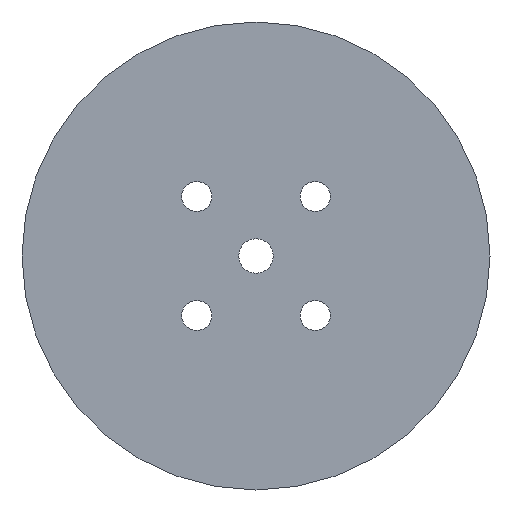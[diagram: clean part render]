
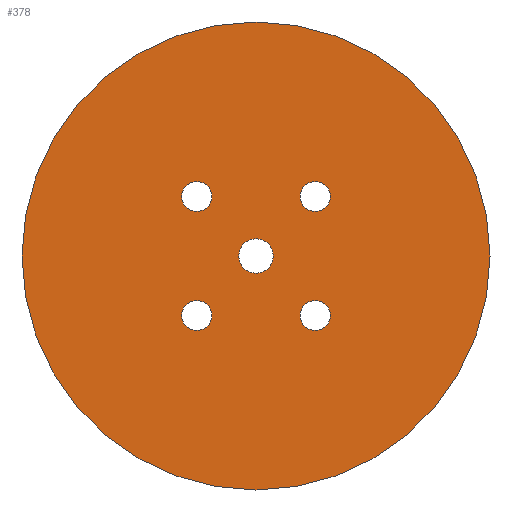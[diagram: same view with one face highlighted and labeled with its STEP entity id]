
A CAD part, front view. The second image highlights one B-rep face of the part: STEP entity #378.
In plain terms, the highlighted planar face has unit normal (0, -1, 0).
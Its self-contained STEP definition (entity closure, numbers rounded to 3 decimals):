
#1=CARTESIAN_POINT('',(6.9,-2.,-6.93));
#2=DIRECTION('',(0.,-1.,0.));
#3=DIRECTION('',(1.,0.,0.));
#4=AXIS2_PLACEMENT_3D('',#1,#2,#3);
#6=CARTESIAN_POINT('',(6.9,-2.,-6.93));
#7=DIRECTION('',(0.,-1.,0.));
#8=DIRECTION('',(-1.,0.,0.));
#9=AXIS2_PLACEMENT_3D('',#6,#7,#8);
#11=CARTESIAN_POINT('',(6.9,-2.,6.93));
#12=DIRECTION('',(0.,-1.,0.));
#13=DIRECTION('',(1.,0.,0.));
#14=AXIS2_PLACEMENT_3D('',#11,#12,#13);
#16=CARTESIAN_POINT('',(6.9,-2.,6.93));
#17=DIRECTION('',(0.,-1.,0.));
#18=DIRECTION('',(-1.,0.,0.));
#19=AXIS2_PLACEMENT_3D('',#16,#17,#18);
#21=CARTESIAN_POINT('',(-6.9,-2.,6.93));
#22=DIRECTION('',(0.,-1.,0.));
#23=DIRECTION('',(-1.,0.,0.));
#24=AXIS2_PLACEMENT_3D('',#21,#22,#23);
#26=CARTESIAN_POINT('',(-6.9,-2.,6.93));
#27=DIRECTION('',(0.,-1.,0.));
#28=DIRECTION('',(1.,0.,0.));
#29=AXIS2_PLACEMENT_3D('',#26,#27,#28);
#31=CARTESIAN_POINT('',(-6.9,-2.,-6.93));
#32=DIRECTION('',(0.,-1.,0.));
#33=DIRECTION('',(-1.,0.,0.));
#34=AXIS2_PLACEMENT_3D('',#31,#32,#33);
#36=CARTESIAN_POINT('',(-6.9,-2.,-6.93));
#37=DIRECTION('',(0.,-1.,0.));
#38=DIRECTION('',(1.,0.,0.));
#39=AXIS2_PLACEMENT_3D('',#36,#37,#38);
#41=CARTESIAN_POINT('',(0.,-2.,0.));
#42=DIRECTION('',(0.,-1.,0.));
#43=DIRECTION('',(-1.,0.,0.));
#44=AXIS2_PLACEMENT_3D('',#41,#42,#43);
#46=CARTESIAN_POINT('',(0.,-2.,0.));
#47=DIRECTION('',(0.,-1.,0.));
#48=DIRECTION('',(1.,0.,0.));
#49=AXIS2_PLACEMENT_3D('',#46,#47,#48);
#239=CARTESIAN_POINT('',(0.,-2.,0.));
#240=DIRECTION('',(0.,1.,0.));
#241=DIRECTION('',(-1.,0.,0.));
#242=AXIS2_PLACEMENT_3D('',#239,#240,#241);
#244=CARTESIAN_POINT('',(0.,-2.,0.));
#245=DIRECTION('',(0.,-1.,0.));
#246=DIRECTION('',(-1.,0.,0.));
#247=AXIS2_PLACEMENT_3D('',#244,#245,#246);
#265=CARTESIAN_POINT('',(-27.25,-2.,0.));
#267=VERTEX_POINT('',#265);
#273=CARTESIAN_POINT('',(27.25,-2.,0.));
#275=VERTEX_POINT('',#273);
#297=CARTESIAN_POINT('',(5.15,-2.,-6.93));
#299=VERTEX_POINT('',#297);
#301=CARTESIAN_POINT('',(8.65,-2.,-6.93));
#303=VERTEX_POINT('',#301);
#305=CARTESIAN_POINT('',(-8.65,-2.,6.93));
#307=VERTEX_POINT('',#305);
#309=CARTESIAN_POINT('',(-5.15,-2.,6.93));
#311=VERTEX_POINT('',#309);
#313=CARTESIAN_POINT('',(-8.65,-2.,-6.93));
#315=VERTEX_POINT('',#313);
#317=CARTESIAN_POINT('',(-5.15,-2.,-6.93));
#319=VERTEX_POINT('',#317);
#321=CARTESIAN_POINT('',(5.15,-2.,6.93));
#323=VERTEX_POINT('',#321);
#325=CARTESIAN_POINT('',(8.65,-2.,6.93));
#327=VERTEX_POINT('',#325);
#329=CARTESIAN_POINT('',(-2.,-2.,0.));
#330=CARTESIAN_POINT('',(2.,-2.,0.));
#331=VERTEX_POINT('',#329);
#332=VERTEX_POINT('',#330);
#337=CARTESIAN_POINT('',(0.,-2.,0.));
#338=DIRECTION('',(0.,-1.,0.));
#339=DIRECTION('',(1.,0.,0.));
#340=AXIS2_PLACEMENT_3D('',#337,#338,#339);
#341=PLANE('',#340);
#343=ORIENTED_EDGE('',*,*,#342,.F.);
#345=ORIENTED_EDGE('',*,*,#344,.T.);
#346=EDGE_LOOP('',(#343,#345));
#347=FACE_OUTER_BOUND('',#346,.F.);
#349=ORIENTED_EDGE('',*,*,#348,.T.);
#351=ORIENTED_EDGE('',*,*,#350,.T.);
#352=EDGE_LOOP('',(#349,#351));
#353=FACE_BOUND('',#352,.F.);
#355=ORIENTED_EDGE('',*,*,#354,.T.);
#357=ORIENTED_EDGE('',*,*,#356,.T.);
#358=EDGE_LOOP('',(#355,#357));
#359=FACE_BOUND('',#358,.F.);
#361=ORIENTED_EDGE('',*,*,#360,.T.);
#363=ORIENTED_EDGE('',*,*,#362,.T.);
#364=EDGE_LOOP('',(#361,#363));
#365=FACE_BOUND('',#364,.F.);
#367=ORIENTED_EDGE('',*,*,#366,.T.);
#369=ORIENTED_EDGE('',*,*,#368,.T.);
#370=EDGE_LOOP('',(#367,#369));
#371=FACE_BOUND('',#370,.F.);
#373=ORIENTED_EDGE('',*,*,#372,.T.);
#375=ORIENTED_EDGE('',*,*,#374,.T.);
#376=EDGE_LOOP('',(#373,#375));
#377=FACE_BOUND('',#376,.F.);
#378=ADVANCED_FACE('',(#347,#353,#359,#365,#371,#377),#341,.T.);
#5=CIRCLE('',#4,1.75);
#10=CIRCLE('',#9,1.75);
#15=CIRCLE('',#14,1.75);
#20=CIRCLE('',#19,1.75);
#25=CIRCLE('',#24,1.75);
#30=CIRCLE('',#29,1.75);
#35=CIRCLE('',#34,1.75);
#40=CIRCLE('',#39,1.75);
#45=CIRCLE('',#44,2.);
#50=CIRCLE('',#49,2.);
#243=CIRCLE('',#242,27.25);
#248=CIRCLE('',#247,27.25);
#342=EDGE_CURVE('',#267,#275,#248,.T.);
#344=EDGE_CURVE('',#267,#275,#243,.T.);
#348=EDGE_CURVE('',#327,#323,#15,.T.);
#350=EDGE_CURVE('',#323,#327,#20,.T.);
#354=EDGE_CURVE('',#307,#311,#25,.T.);
#356=EDGE_CURVE('',#311,#307,#30,.T.);
#360=EDGE_CURVE('',#303,#299,#5,.T.);
#362=EDGE_CURVE('',#299,#303,#10,.T.);
#366=EDGE_CURVE('',#315,#319,#35,.T.);
#368=EDGE_CURVE('',#319,#315,#40,.T.);
#372=EDGE_CURVE('',#331,#332,#45,.T.);
#374=EDGE_CURVE('',#332,#331,#50,.T.);
